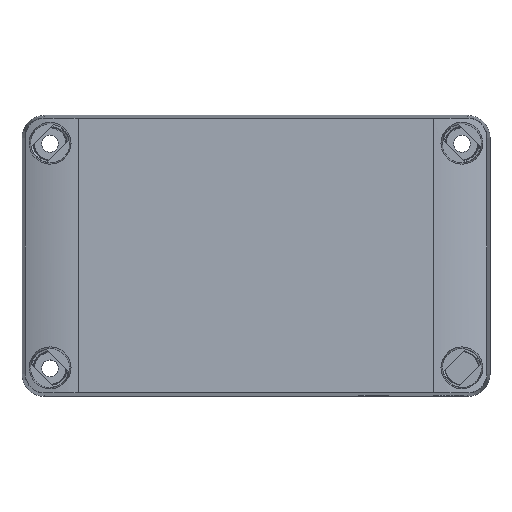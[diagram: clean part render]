
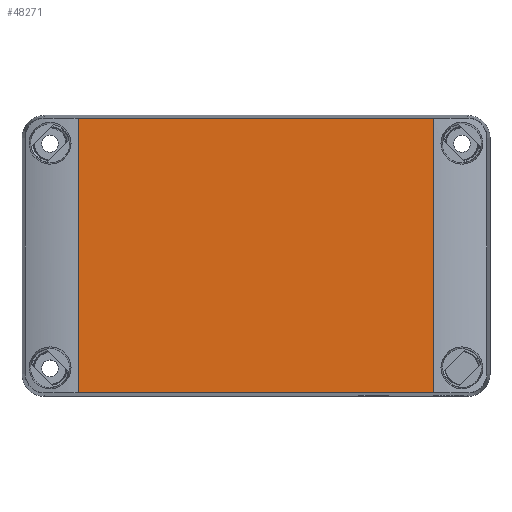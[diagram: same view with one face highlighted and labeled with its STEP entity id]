
A CAD part, top view. The second image highlights one B-rep face of the part: STEP entity #48271.
In plain terms, the highlighted planar face has unit normal (0, 0, 1).
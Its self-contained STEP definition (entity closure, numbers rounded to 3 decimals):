
#44884=DIRECTION('',(1.,0.,0.));
#44885=VECTOR('',#44884,95.);
#44886=CARTESIAN_POINT('',(-47.5,-36.627,50.));
#44887=LINE('',#44886,#44885);
#45045=DIRECTION('',(0.,1.,0.));
#45046=VECTOR('',#45045,73.254);
#45047=CARTESIAN_POINT('',(47.5,-36.627,50.));
#45048=LINE('',#45047,#45046);
#45146=DIRECTION('',(1.,0.,0.));
#45147=VECTOR('',#45146,95.);
#45148=CARTESIAN_POINT('',(-47.5,36.627,50.));
#45149=LINE('',#45148,#45147);
#45159=DIRECTION('',(0.,1.,0.));
#45160=VECTOR('',#45159,73.254);
#45161=CARTESIAN_POINT('',(-47.5,-36.627,50.));
#45162=LINE('',#45161,#45160);
#47793=CARTESIAN_POINT('',(-47.5,-36.627,50.));
#47794=CARTESIAN_POINT('',(47.5,-36.627,50.));
#47795=VERTEX_POINT('',#47793);
#47796=VERTEX_POINT('',#47794);
#47797=CARTESIAN_POINT('',(-47.5,36.627,50.));
#47798=CARTESIAN_POINT('',(47.5,36.627,50.));
#47799=VERTEX_POINT('',#47797);
#47800=VERTEX_POINT('',#47798);
#48259=CARTESIAN_POINT('',(-47.5,-37.5,50.));
#48260=DIRECTION('',(0.,0.,1.));
#48261=DIRECTION('',(1.,0.,0.));
#48262=AXIS2_PLACEMENT_3D('',#48259,#48260,#48261);
#48263=PLANE('',#48262);
#48264=ORIENTED_EDGE('',*,*,#48128,.F.);
#48266=ORIENTED_EDGE('',*,*,#48265,.T.);
#48267=ORIENTED_EDGE('',*,*,#48248,.T.);
#48268=ORIENTED_EDGE('',*,*,#48207,.F.);
#48269=EDGE_LOOP('',(#48264,#48266,#48267,#48268));
#48270=FACE_OUTER_BOUND('',#48269,.F.);
#48271=ADVANCED_FACE('',(#48270),#48263,.T.);
#48128=EDGE_CURVE('',#47795,#47796,#44887,.T.);
#48207=EDGE_CURVE('',#47796,#47800,#45048,.T.);
#48248=EDGE_CURVE('',#47799,#47800,#45149,.T.);
#48265=EDGE_CURVE('',#47795,#47799,#45162,.T.);
